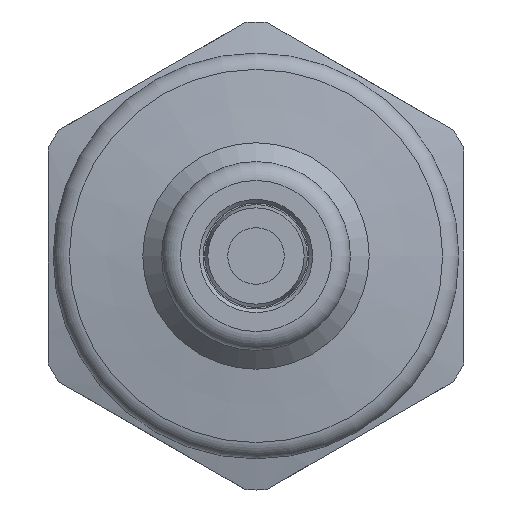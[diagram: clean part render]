
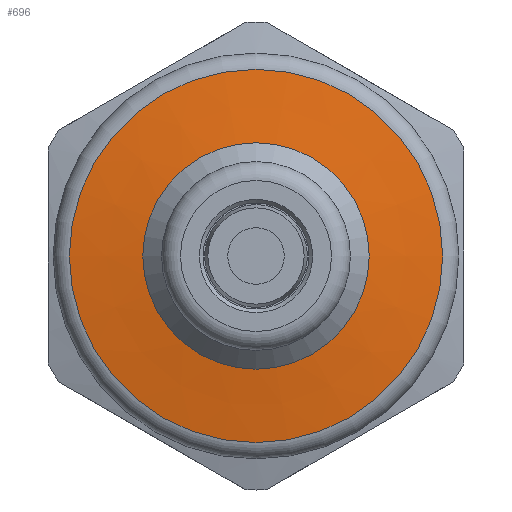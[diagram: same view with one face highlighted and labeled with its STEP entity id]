
A CAD part, left-side view. The second image highlights one B-rep face of the part: STEP entity #696.
In plain terms, the highlighted conical face has half-angle 82 degrees and reference radius 8.375 mm.
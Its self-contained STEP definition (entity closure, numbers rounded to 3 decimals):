
#27=CONICAL_SURFACE('',#785,8.375,1.431);
#44=LINE('',#1144,#75);
#75=VECTOR('',#930,8.375);
#175=FACE_OUTER_BOUND('',#218,.T.);
#218=EDGE_LOOP('',(#525,#526,#527,#528,#529));
#257=CIRCLE('',#756,6.);
#278=CIRCLE('',#786,9.889);
#279=CIRCLE('',#787,9.889);
#313=VERTEX_POINT('',#1087);
#331=VERTEX_POINT('',#1141);
#332=VERTEX_POINT('',#1142);
#378=EDGE_CURVE('',#313,#313,#257,.T.);
#405=EDGE_CURVE('',#331,#332,#278,.T.);
#406=EDGE_CURVE('',#331,#313,#44,.T.);
#407=EDGE_CURVE('',#332,#331,#279,.T.);
#525=ORIENTED_EDGE('',*,*,#405,.F.);
#526=ORIENTED_EDGE('',*,*,#406,.T.);
#527=ORIENTED_EDGE('',*,*,#378,.T.);
#528=ORIENTED_EDGE('',*,*,#406,.F.);
#529=ORIENTED_EDGE('',*,*,#407,.F.);
#696=ADVANCED_FACE('',(#175),#27,.T.);
#756=AXIS2_PLACEMENT_3D('',#1088,#862,#863);
#785=AXIS2_PLACEMENT_3D('',#1140,#926,#927);
#786=AXIS2_PLACEMENT_3D('',#1143,#928,#929);
#787=AXIS2_PLACEMENT_3D('',#1145,#931,#932);
#862=DIRECTION('center_axis',(1.,0.,0.));
#863=DIRECTION('ref_axis',(0.,1.,0.));
#926=DIRECTION('center_axis',(1.,0.,0.));
#927=DIRECTION('ref_axis',(0.,1.,0.));
#928=DIRECTION('center_axis',(1.,0.,0.));
#929=DIRECTION('ref_axis',(0.,-1.,0.));
#930=DIRECTION('',(-0.139,0.99,0.));
#931=DIRECTION('center_axis',(1.,0.,0.));
#932=DIRECTION('ref_axis',(0.,-1.,0.));
#1087=CARTESIAN_POINT('',(20.,-6.,0.));
#1088=CARTESIAN_POINT('Origin',(20.,0.,0.));
#1140=CARTESIAN_POINT('Origin',(20.334,0.,0.));
#1141=CARTESIAN_POINT('',(20.547,-9.889,0.));
#1142=CARTESIAN_POINT('',(20.547,0.,9.889));
#1143=CARTESIAN_POINT('Origin',(20.547,0.,0.));
#1144=CARTESIAN_POINT('',(20.334,-8.375,0.));
#1145=CARTESIAN_POINT('Origin',(20.547,0.,0.));
